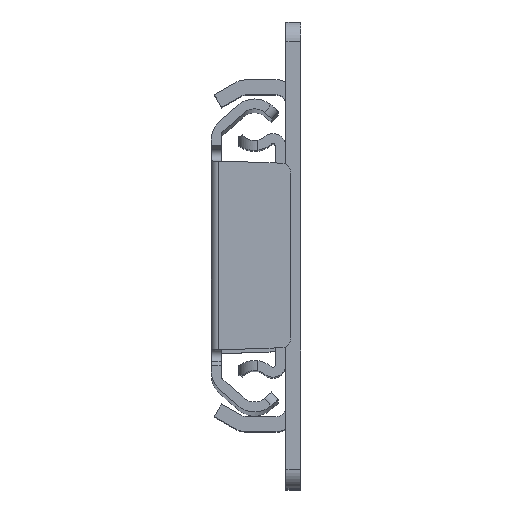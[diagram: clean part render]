
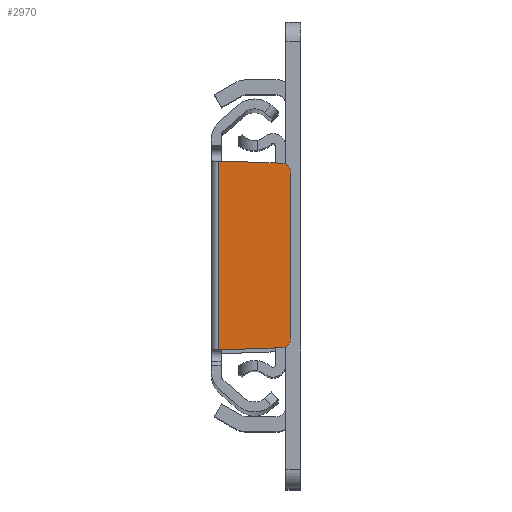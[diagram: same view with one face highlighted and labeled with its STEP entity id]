
A CAD part, top view. The second image highlights one B-rep face of the part: STEP entity #2970.
In plain terms, the highlighted planar face has unit normal (0, 0, 1).
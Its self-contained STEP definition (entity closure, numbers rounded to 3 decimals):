
#10 = CARTESIAN_POINT ( 'NONE',  ( 14., 16.579, 0. ) ) ;
#148 = ORIENTED_EDGE ( 'NONE', *, *, #2616, .F. ) ;
#436 = DIRECTION ( 'NONE',  ( 0., 0., 1. ) ) ;
#553 = LINE ( 'NONE', #5737, #1385 ) ;
#554 = CARTESIAN_POINT ( 'NONE',  ( 12., 16.579, 0. ) ) ;
#622 = DIRECTION ( 'NONE',  ( 0.999, 0.035, 0. ) ) ;
#638 = LINE ( 'NONE', #1186, #2178 ) ;
#659 = VERTEX_POINT ( 'NONE', #1876 ) ;
#673 = LINE ( 'NONE', #2567, #1443 ) ;
#693 = CARTESIAN_POINT ( 'NONE',  ( 0., -19., 0. ) ) ;
#912 = DIRECTION ( 'NONE',  ( 1., 0., 0. ) ) ;
#948 = CIRCLE ( 'NONE', #2629, 2. ) ;
#1113 = VERTEX_POINT ( 'NONE', #1208 ) ;
#1186 = CARTESIAN_POINT ( 'NONE',  ( 14., 18.51, 0. ) ) ;
#1208 = CARTESIAN_POINT ( 'NONE',  ( 14., -16.579, 0. ) ) ;
#1275 = VERTEX_POINT ( 'NONE', #4214 ) ;
#1296 = CARTESIAN_POINT ( 'NONE',  ( 12., -16.579, 0. ) ) ;
#1385 = VECTOR ( 'NONE', #4820, 1000. ) ;
#1443 = VECTOR ( 'NONE', #4498, 1000. ) ;
#1560 = EDGE_LOOP ( 'NONE', ( #148, #3388, #1863, #2524, #3202, #5207, #3017, #3594 ) ) ;
#1637 = VERTEX_POINT ( 'NONE', #3190 ) ;
#1723 = CARTESIAN_POINT ( 'NONE',  ( 0., 19., 0. ) ) ;
#1772 = DIRECTION ( 'NONE',  ( 1., 0., 0. ) ) ;
#1856 = DIRECTION ( 'NONE',  ( 0., 0., 1. ) ) ;
#1863 = ORIENTED_EDGE ( 'NONE', *, *, #5365, .T. ) ;
#1876 = CARTESIAN_POINT ( 'NONE',  ( -0.5, -19., 0. ) ) ;
#1886 = EDGE_CURVE ( 'NONE', #4348, #1637, #4994, .T. ) ;
#2017 = DIRECTION ( 'NONE',  ( 1., 0., 0. ) ) ;
#2178 = VECTOR ( 'NONE', #2631, 1000. ) ;
#2235 = LINE ( 'NONE', #6070, #3671 ) ;
#2473 = CARTESIAN_POINT ( 'NONE',  ( -0.5, 19., 0. ) ) ;
#2524 = ORIENTED_EDGE ( 'NONE', *, *, #1886, .T. ) ;
#2567 = CARTESIAN_POINT ( 'NONE',  ( -0.5, 26.325, 0. ) ) ;
#2616 = EDGE_CURVE ( 'NONE', #3007, #5279, #553, .T. ) ;
#2629 = AXIS2_PLACEMENT_3D ( 'NONE', #1296, #436, #912 ) ;
#2631 = DIRECTION ( 'NONE',  ( 0., 1., 0. ) ) ;
#2936 = VERTEX_POINT ( 'NONE', #10 ) ;
#2970 = ADVANCED_FACE ( 'NONE', ( #4096 ), #4240, .T. ) ;
#3007 = VERTEX_POINT ( 'NONE', #2473 ) ;
#3017 = ORIENTED_EDGE ( 'NONE', *, *, #6103, .T. ) ;
#3068 = CIRCLE ( 'NONE', #3866, 2. ) ;
#3152 = DIRECTION ( 'NONE',  ( -0.999, 0.035, 0. ) ) ;
#3189 = EDGE_CURVE ( 'NONE', #1275, #5279, #3577, .T. ) ;
#3190 = CARTESIAN_POINT ( 'NONE',  ( 12.07, -18.578, 0. ) ) ;
#3202 = ORIENTED_EDGE ( 'NONE', *, *, #3289, .T. ) ;
#3289 = EDGE_CURVE ( 'NONE', #1637, #1113, #948, .T. ) ;
#3388 = ORIENTED_EDGE ( 'NONE', *, *, #4116, .T. ) ;
#3445 = CARTESIAN_POINT ( 'NONE',  ( 0., -19., 0. ) ) ;
#3542 = VECTOR ( 'NONE', #3152, 1000. ) ;
#3577 = LINE ( 'NONE', #1723, #3542 ) ;
#3587 = AXIS2_PLACEMENT_3D ( 'NONE', #6153, #1856, #3620 ) ;
#3594 = ORIENTED_EDGE ( 'NONE', *, *, #3189, .T. ) ;
#3620 = DIRECTION ( 'NONE',  ( 1., 0., 0. ) ) ;
#3671 = VECTOR ( 'NONE', #1772, 1000. ) ;
#3866 = AXIS2_PLACEMENT_3D ( 'NONE', #554, #4410, #2017 ) ;
#4096 = FACE_OUTER_BOUND ( 'NONE', #1560, .T. ) ;
#4116 = EDGE_CURVE ( 'NONE', #3007, #659, #673, .T. ) ;
#4214 = CARTESIAN_POINT ( 'NONE',  ( 12.07, 18.578, 0. ) ) ;
#4240 = PLANE ( 'NONE',  #3587 ) ;
#4348 = VERTEX_POINT ( 'NONE', #3445 ) ;
#4410 = DIRECTION ( 'NONE',  ( 0., 0., 1. ) ) ;
#4498 = DIRECTION ( 'NONE',  ( 0., -1., 0. ) ) ;
#4820 = DIRECTION ( 'NONE',  ( 1., 0., 0. ) ) ;
#4994 = LINE ( 'NONE', #693, #5783 ) ;
#5207 = ORIENTED_EDGE ( 'NONE', *, *, #6186, .T. ) ;
#5279 = VERTEX_POINT ( 'NONE', #6036 ) ;
#5365 = EDGE_CURVE ( 'NONE', #659, #4348, #2235, .T. ) ;
#5737 = CARTESIAN_POINT ( 'NONE',  ( -2., 19., 0. ) ) ;
#5783 = VECTOR ( 'NONE', #622, 1000. ) ;
#6036 = CARTESIAN_POINT ( 'NONE',  ( 0., 19., 0. ) ) ;
#6070 = CARTESIAN_POINT ( 'NONE',  ( -2., -19., 0. ) ) ;
#6103 = EDGE_CURVE ( 'NONE', #2936, #1275, #3068, .T. ) ;
#6153 = CARTESIAN_POINT ( 'NONE',  ( 6.7, 26.325, 0. ) ) ;
#6186 = EDGE_CURVE ( 'NONE', #1113, #2936, #638, .T. ) ;
